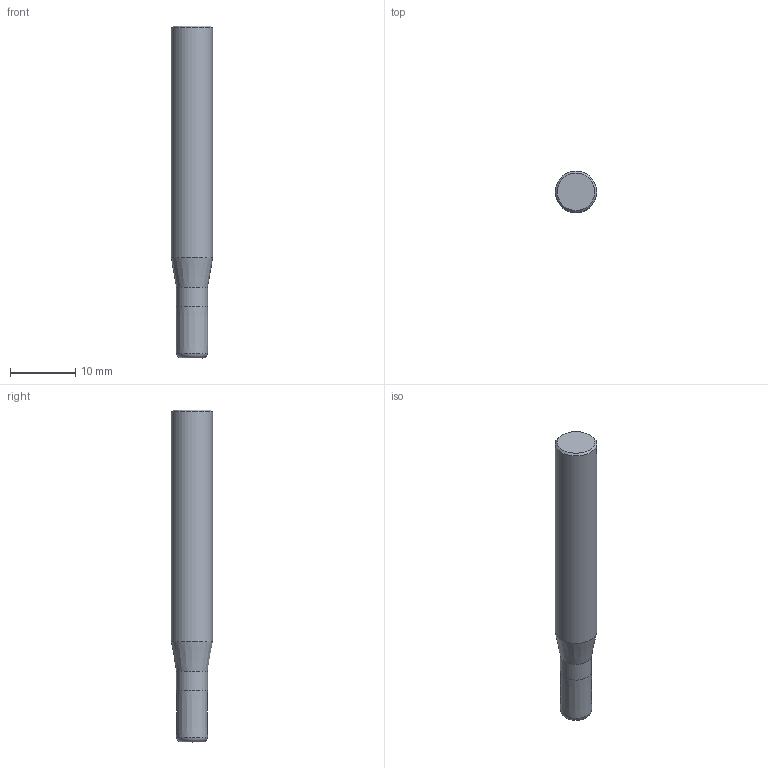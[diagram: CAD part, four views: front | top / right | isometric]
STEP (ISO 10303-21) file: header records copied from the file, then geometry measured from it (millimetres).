
FILE_DESCRIPTION(/* description */ (''),/* implementation_level */ '2;1');
FILE_NAME(/* name */ 'S638R.188F2R030.0Z6_Basic.stp',/* time_stamp */ '2022-02-16T12:11:04+06:00',/* author */ (''),/* organization */ (''),/* preprocessor_version */ 'ST-DEVELOPER v16.7',/* originating_system */ 'SIEMENS PLM Software NX 12.0',/* authorisation */ '');
FILE_SCHEMA (('AUTOMOTIVE_DESIGN { 1 0 10303 214 3 1 1 1 }'));
Length unit declared in the file: millimetre
Products named in the file (1): inpu18D0F11Ddw7c
Bounding box: 6.35 x 6.35 x 50.8 mm (x, y, z)
Volume: 1422.8 mm3; surface area: 1088.8 mm2
Topology: 3 solids, 3 shells, 12 faces, 21 edges, 18 vertices
Faces by surface type: plane 5, cone 4, cylinder 2, torus 1
Full cylindrical faces by diameter (mm): 4.763 x1, 6.35 x1
Entity records: 326 total; most frequent: CARTESIAN_POINT 55, DIRECTION 50, AXIS2_PLACEMENT_3D 25, EDGE_LOOP 18, ORIENTED_EDGE 18, FACE_BOUND 14, ADVANCED_FACE 12, STYLED_ITEM 11
